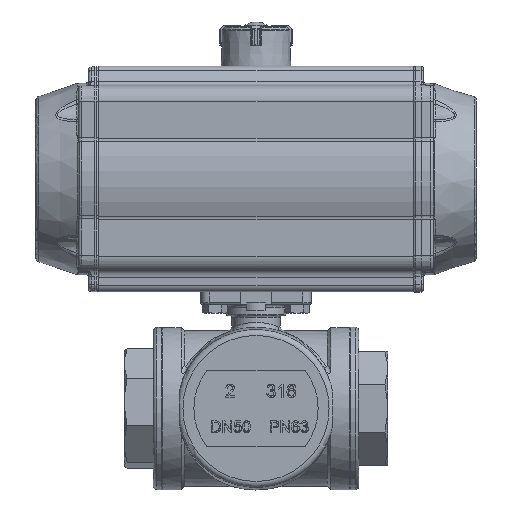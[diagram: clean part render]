
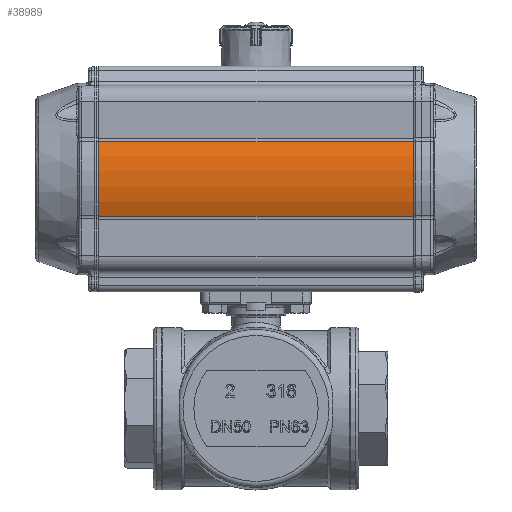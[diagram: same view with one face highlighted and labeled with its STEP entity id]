
A CAD part, top view. The second image highlights one B-rep face of the part: STEP entity #38989.
In plain terms, the highlighted cylindrical face has radius 59.8 mm (diameter 119.6 mm), a partial arc.
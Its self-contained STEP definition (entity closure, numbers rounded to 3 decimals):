
#770=CYLINDRICAL_SURFACE('',#42268,59.8);
#2401=LINE('',#69319,#4602);
#2402=LINE('',#69329,#4603);
#4602=VECTOR('',#47231,1000.);
#4603=VECTOR('',#47242,1000.);
#7285=CIRCLE('',#42269,59.8);
#7286=CIRCLE('',#42270,59.8);
#11121=ORIENTED_EDGE('',*,*,#21752,.F.);
#11122=ORIENTED_EDGE('',*,*,#21749,.T.);
#11123=ORIENTED_EDGE('',*,*,#21753,.T.);
#11124=ORIENTED_EDGE('',*,*,#21754,.T.);
#21749=EDGE_CURVE('',#27261,#27262,#2401,.T.);
#21752=EDGE_CURVE('',#27261,#27263,#7285,.T.);
#21753=EDGE_CURVE('',#27262,#27264,#7286,.T.);
#21754=EDGE_CURVE('',#27264,#27263,#2402,.T.);
#27261=VERTEX_POINT('',#69320);
#27262=VERTEX_POINT('',#69321);
#27263=VERTEX_POINT('',#69326);
#27264=VERTEX_POINT('',#69328);
#32801=EDGE_LOOP('',(#11121,#11122,#11123,#11124));
#35824=FACE_BOUND('',#32801,.T.);
#38989=ADVANCED_FACE('',(#35824),#770,.T.);
#42268=AXIS2_PLACEMENT_3D('',#69324,#47236,#47237);
#42269=AXIS2_PLACEMENT_3D('',#69325,#47238,#47239);
#42270=AXIS2_PLACEMENT_3D('',#69327,#47240,#47241);
#47231=DIRECTION('',(0.,0.,-1.));
#47236=DIRECTION('',(0.,0.,1.));
#47237=DIRECTION('',(1.,0.,0.));
#47238=DIRECTION('',(0.,0.,1.));
#47239=DIRECTION('',(1.,0.,0.));
#47240=DIRECTION('',(0.,0.,1.));
#47241=DIRECTION('',(1.,0.,0.));
#47242=DIRECTION('',(0.,0.,1.));
#69319=CARTESIAN_POINT('',(-55.37,22.587,0.));
#69320=CARTESIAN_POINT('',(-55.37,22.587,190.));
#69321=CARTESIAN_POINT('',(-55.37,22.587,0.));
#69324=CARTESIAN_POINT('',(0.,0.,0.));
#69325=CARTESIAN_POINT('',(0.,0.,190.));
#69326=CARTESIAN_POINT('',(-55.37,-22.587,190.));
#69327=CARTESIAN_POINT('',(0.,0.,0.));
#69328=CARTESIAN_POINT('',(-55.37,-22.587,0.));
#69329=CARTESIAN_POINT('',(-55.37,-22.587,0.));
